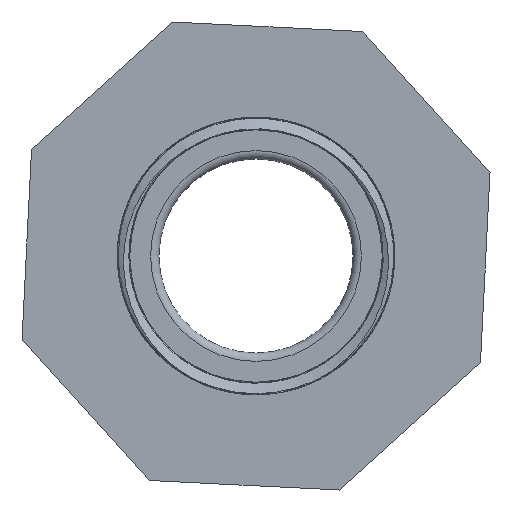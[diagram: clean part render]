
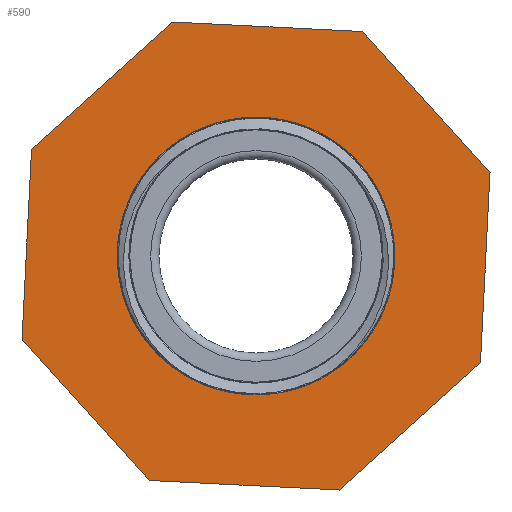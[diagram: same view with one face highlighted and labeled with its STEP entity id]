
A CAD part, left-side view. The second image highlights one B-rep face of the part: STEP entity #590.
In plain terms, the highlighted planar face has unit normal (-1, 0, 0).
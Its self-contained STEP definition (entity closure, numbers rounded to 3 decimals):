
#69=LINE('',#800,#93);
#73=LINE('',#808,#97);
#76=LINE('',#814,#100);
#79=LINE('',#820,#103);
#82=LINE('',#826,#106);
#85=LINE('',#832,#109);
#88=LINE('',#838,#112);
#91=LINE('',#843,#115);
#93=VECTOR('',#690,10.);
#97=VECTOR('',#696,10.);
#100=VECTOR('',#701,10.);
#103=VECTOR('',#706,10.);
#106=VECTOR('',#711,10.);
#109=VECTOR('',#716,10.);
#112=VECTOR('',#721,10.);
#115=VECTOR('',#726,10.);
#129=PLANE('',#643);
#146=FACE_BOUND('',#221,.T.);
#171=FACE_OUTER_BOUND('',#220,.T.);
#220=EDGE_LOOP('',(#463,#464,#465,#466,#467,#468,#469,#470));
#221=EDGE_LOOP('',(#471));
#249=CIRCLE('',#617,15.118);
#267=VERTEX_POINT('',#780);
#273=VERTEX_POINT('',#798);
#274=VERTEX_POINT('',#799);
#277=VERTEX_POINT('',#807);
#279=VERTEX_POINT('',#813);
#281=VERTEX_POINT('',#819);
#283=VERTEX_POINT('',#825);
#285=VERTEX_POINT('',#831);
#287=VERTEX_POINT('',#837);
#325=EDGE_CURVE('',#267,#267,#249,.T.);
#331=EDGE_CURVE('',#273,#274,#69,.T.);
#335=EDGE_CURVE('',#274,#277,#73,.T.);
#338=EDGE_CURVE('',#277,#279,#76,.T.);
#341=EDGE_CURVE('',#279,#281,#79,.T.);
#344=EDGE_CURVE('',#281,#283,#82,.T.);
#347=EDGE_CURVE('',#283,#285,#85,.T.);
#350=EDGE_CURVE('',#285,#287,#88,.T.);
#353=EDGE_CURVE('',#287,#273,#91,.T.);
#463=ORIENTED_EDGE('',*,*,#344,.F.);
#464=ORIENTED_EDGE('',*,*,#341,.F.);
#465=ORIENTED_EDGE('',*,*,#338,.F.);
#466=ORIENTED_EDGE('',*,*,#335,.F.);
#467=ORIENTED_EDGE('',*,*,#331,.F.);
#468=ORIENTED_EDGE('',*,*,#353,.F.);
#469=ORIENTED_EDGE('',*,*,#350,.F.);
#470=ORIENTED_EDGE('',*,*,#347,.F.);
#471=ORIENTED_EDGE('',*,*,#325,.T.);
#590=ADVANCED_FACE('',(#171,#146),#129,.T.);
#617=AXIS2_PLACEMENT_3D('',#781,#666,#667);
#643=AXIS2_PLACEMENT_3D('',#855,#742,#743);
#666=DIRECTION('center_axis',(1.,0.,0.));
#667=DIRECTION('ref_axis',(0.,0.,-1.));
#690=DIRECTION('',(0.,0.999,0.05));
#696=DIRECTION('',(0.,0.671,0.742));
#701=DIRECTION('',(0.,-0.05,0.999));
#706=DIRECTION('',(0.,-0.742,0.671));
#711=DIRECTION('',(0.,-0.999,-0.05));
#716=DIRECTION('',(0.,-0.671,-0.742));
#721=DIRECTION('',(0.,0.05,-0.999));
#726=DIRECTION('',(0.,0.742,-0.671));
#742=DIRECTION('center_axis',(-1.,0.,0.));
#743=DIRECTION('ref_axis',(0.,0.,1.));
#780=CARTESIAN_POINT('',(-6.6,0.,15.118));
#781=CARTESIAN_POINT('Origin',(-6.6,0.,0.));
#798=CARTESIAN_POINT('',(-6.6,-10.,-28.036));
#799=CARTESIAN_POINT('',(-6.6,12.753,-26.895));
#800=CARTESIAN_POINT('',(-6.6,7.065,-27.18));
#807=CARTESIAN_POINT('',(-6.6,28.036,-10.));
#808=CARTESIAN_POINT('',(-6.6,24.215,-14.224));
#813=CARTESIAN_POINT('',(-6.6,26.895,12.753));
#814=CARTESIAN_POINT('',(-6.6,27.18,7.065));
#819=CARTESIAN_POINT('',(-6.6,10.,28.036));
#820=CARTESIAN_POINT('',(-6.6,14.224,24.215));
#825=CARTESIAN_POINT('',(-6.6,-12.753,26.895));
#826=CARTESIAN_POINT('',(-6.6,-7.065,27.18));
#831=CARTESIAN_POINT('',(-6.6,-28.036,10.));
#832=CARTESIAN_POINT('',(-6.6,-24.215,14.224));
#837=CARTESIAN_POINT('',(-6.6,-26.895,-12.753));
#838=CARTESIAN_POINT('',(-6.6,-27.18,-7.065));
#843=CARTESIAN_POINT('',(-6.6,-14.224,-24.215));
#855=CARTESIAN_POINT('Origin',(-6.6,-16.625,0.));
